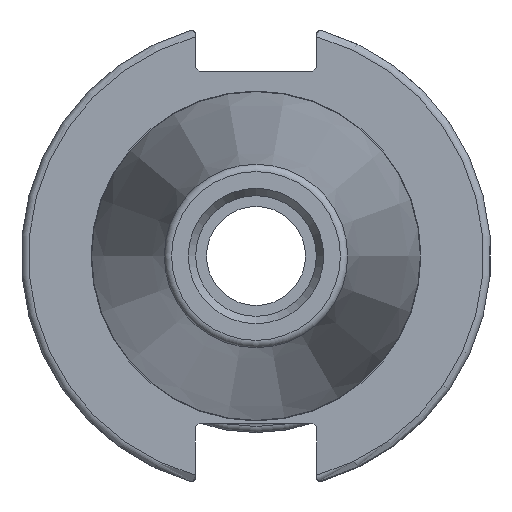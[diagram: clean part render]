
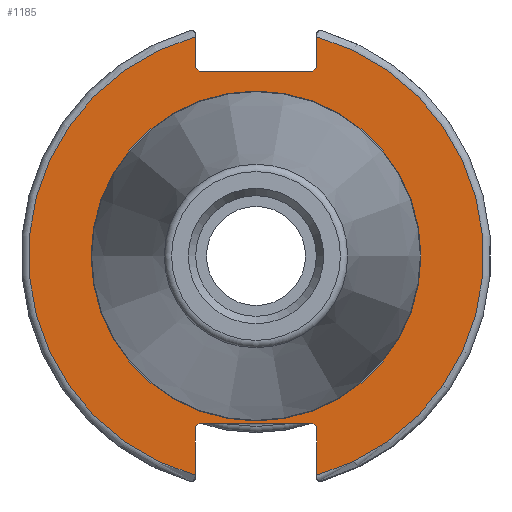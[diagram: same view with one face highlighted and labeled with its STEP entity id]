
A CAD part, left-side view. The second image highlights one B-rep face of the part: STEP entity #1185.
In plain terms, the highlighted planar face has unit normal (-1, 0, 0).
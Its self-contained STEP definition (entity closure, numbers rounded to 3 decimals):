
#35=PLANE('',#1313);
#67=FACE_BOUND('',#196,.T.);
#120=FACE_OUTER_BOUND('',#195,.T.);
#195=EDGE_LOOP('',(#906,#907,#908,#909,#910,#911,#912,#913,#914,#915,#916,
#917));
#196=EDGE_LOOP('',(#918));
#281=CIRCLE('',#1311,22.3);
#283=CIRCLE('',#1314,30.75);
#284=CIRCLE('',#1315,30.75);
#333=LINE('',#2026,#407);
#334=LINE('',#2028,#408);
#335=LINE('',#2030,#409);
#336=LINE('',#2032,#410);
#337=LINE('',#2034,#411);
#338=LINE('',#2038,#412);
#339=LINE('',#2040,#413);
#340=LINE('',#2042,#414);
#341=LINE('',#2044,#415);
#342=LINE('',#2045,#416);
#407=VECTOR('',#1532,10.);
#408=VECTOR('',#1533,10.);
#409=VECTOR('',#1534,10.);
#410=VECTOR('',#1535,10.);
#411=VECTOR('',#1536,10.);
#412=VECTOR('',#1539,10.);
#413=VECTOR('',#1540,10.);
#414=VECTOR('',#1541,10.);
#415=VECTOR('',#1542,10.);
#416=VECTOR('',#1543,10.);
#535=VERTEX_POINT('',#2017);
#536=VERTEX_POINT('',#2022);
#537=VERTEX_POINT('',#2023);
#538=VERTEX_POINT('',#2025);
#539=VERTEX_POINT('',#2027);
#540=VERTEX_POINT('',#2029);
#541=VERTEX_POINT('',#2031);
#542=VERTEX_POINT('',#2033);
#543=VERTEX_POINT('',#2035);
#544=VERTEX_POINT('',#2037);
#545=VERTEX_POINT('',#2039);
#546=VERTEX_POINT('',#2041);
#547=VERTEX_POINT('',#2043);
#673=EDGE_CURVE('',#535,#535,#281,.T.);
#675=EDGE_CURVE('',#536,#537,#283,.T.);
#676=EDGE_CURVE('',#536,#538,#333,.T.);
#677=EDGE_CURVE('',#539,#538,#334,.T.);
#678=EDGE_CURVE('',#539,#540,#335,.T.);
#679=EDGE_CURVE('',#541,#540,#336,.T.);
#680=EDGE_CURVE('',#541,#542,#337,.T.);
#681=EDGE_CURVE('',#543,#542,#284,.T.);
#682=EDGE_CURVE('',#543,#544,#338,.T.);
#683=EDGE_CURVE('',#545,#544,#339,.T.);
#684=EDGE_CURVE('',#545,#546,#340,.T.);
#685=EDGE_CURVE('',#547,#546,#341,.T.);
#686=EDGE_CURVE('',#547,#537,#342,.T.);
#906=ORIENTED_EDGE('',*,*,#675,.F.);
#907=ORIENTED_EDGE('',*,*,#676,.T.);
#908=ORIENTED_EDGE('',*,*,#677,.F.);
#909=ORIENTED_EDGE('',*,*,#678,.T.);
#910=ORIENTED_EDGE('',*,*,#679,.F.);
#911=ORIENTED_EDGE('',*,*,#680,.T.);
#912=ORIENTED_EDGE('',*,*,#681,.F.);
#913=ORIENTED_EDGE('',*,*,#682,.T.);
#914=ORIENTED_EDGE('',*,*,#683,.F.);
#915=ORIENTED_EDGE('',*,*,#684,.T.);
#916=ORIENTED_EDGE('',*,*,#685,.F.);
#917=ORIENTED_EDGE('',*,*,#686,.T.);
#918=ORIENTED_EDGE('',*,*,#673,.F.);
#1185=ADVANCED_FACE('',(#120,#67),#35,.T.);
#1311=AXIS2_PLACEMENT_3D('',#2019,#1524,#1525);
#1313=AXIS2_PLACEMENT_3D('',#2021,#1528,#1529);
#1314=AXIS2_PLACEMENT_3D('',#2024,#1530,#1531);
#1315=AXIS2_PLACEMENT_3D('',#2036,#1537,#1538);
#1524=DIRECTION('center_axis',(-1.,0.,0.));
#1525=DIRECTION('ref_axis',(0.,-1.,0.));
#1528=DIRECTION('center_axis',(-1.,0.,0.));
#1529=DIRECTION('ref_axis',(0.,0.,1.));
#1530=DIRECTION('center_axis',(1.,0.,0.));
#1531=DIRECTION('ref_axis',(0.,-1.,0.));
#1532=DIRECTION('',(0.,0.,-1.));
#1533=DIRECTION('',(0.,-0.707,0.707));
#1534=DIRECTION('',(0.,1.,0.));
#1535=DIRECTION('',(0.,-0.707,-0.707));
#1536=DIRECTION('',(0.,0.,1.));
#1537=DIRECTION('center_axis',(1.,0.,0.));
#1538=DIRECTION('ref_axis',(0.,1.,0.));
#1539=DIRECTION('',(0.,0.,1.));
#1540=DIRECTION('',(0.,0.707,-0.707));
#1541=DIRECTION('',(0.,-1.,0.));
#1542=DIRECTION('',(0.,0.707,0.707));
#1543=DIRECTION('',(0.,0.,-1.));
#2017=CARTESIAN_POINT('',(3.175,0.,22.3));
#2019=CARTESIAN_POINT('Origin',(3.175,0.,0.));
#2021=CARTESIAN_POINT('Origin',(3.175,31.75,0.));
#2022=CARTESIAN_POINT('',(3.175,-8.19,29.639));
#2023=CARTESIAN_POINT('',(3.175,-8.19,-29.639));
#2024=CARTESIAN_POINT('Origin',(3.175,0.,0.));
#2025=CARTESIAN_POINT('',(3.175,-8.19,25.5));
#2026=CARTESIAN_POINT('',(3.175,-8.19,12.5));
#2027=CARTESIAN_POINT('',(3.175,-7.69,25.));
#2028=CARTESIAN_POINT('',(3.175,8.295,9.015));
#2029=CARTESIAN_POINT('',(3.175,7.69,25.));
#2030=CARTESIAN_POINT('',(3.175,15.875,25.));
#2031=CARTESIAN_POINT('',(3.175,8.19,25.5));
#2032=CARTESIAN_POINT('',(3.175,7.58,24.89));
#2033=CARTESIAN_POINT('',(3.175,8.19,29.639));
#2034=CARTESIAN_POINT('',(3.175,8.19,12.5));
#2035=CARTESIAN_POINT('',(3.175,8.19,-29.639));
#2036=CARTESIAN_POINT('Origin',(3.175,0.,0.));
#2037=CARTESIAN_POINT('',(3.175,8.19,-23.1));
#2038=CARTESIAN_POINT('',(3.175,8.19,-11.3));
#2039=CARTESIAN_POINT('',(3.175,7.69,-22.6));
#2040=CARTESIAN_POINT('',(3.175,8.18,-23.09));
#2041=CARTESIAN_POINT('',(3.175,-7.69,-22.6));
#2042=CARTESIAN_POINT('',(3.175,15.875,-22.6));
#2043=CARTESIAN_POINT('',(3.175,-8.19,-23.1));
#2044=CARTESIAN_POINT('',(3.175,7.695,-7.215));
#2045=CARTESIAN_POINT('',(3.175,-8.19,-11.3));
